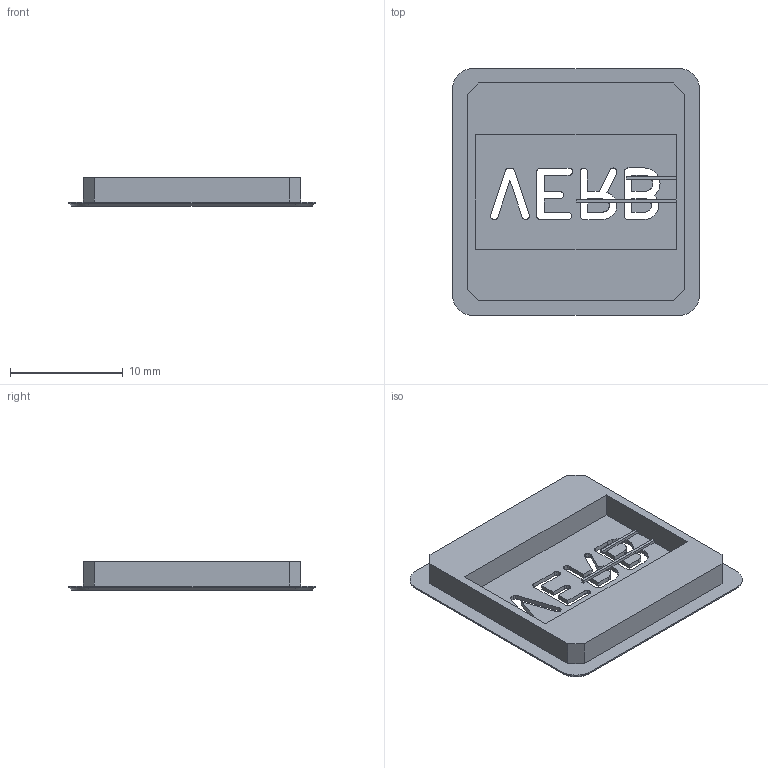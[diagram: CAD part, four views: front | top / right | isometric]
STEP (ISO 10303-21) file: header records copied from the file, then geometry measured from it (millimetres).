
FILE_DESCRIPTION(/* description */ (''),/* implementation_level */ '2;1');
FILE_NAME(/* name */ 'KeyVerb.step',/* time_stamp */ '2022-07-01T15:26:13-06:00',/* author */ (''),/* organization */ (''),/* preprocessor_version */ 'ST-DEVELOPER v19',/* originating_system */ 'Autodesk Translation Framework v11.7.0.108',/* authorisation */ '');
FILE_SCHEMA (('AUTOMOTIVE_DESIGN { 1 0 10303 214 3 1 1 }'));
Length unit declared in the file: inch
Products named in the file (1): KeyVerb
Bounding box: 21.84 x 21.84 x 2.54 mm (x, y, z)
Volume: 577.7 mm3; surface area: 1235.3 mm2
Topology: 2 solids, 2 shells, 174 faces, 496 edges, 322 vertices
Faces by surface type: bspline 85, plane 81, cone 4, cylinder 4
Entity records: 6604 total; most frequent: CARTESIAN_POINT 2630, ORIENTED_EDGE 992, DIRECTION 508, EDGE_CURVE 496, VERTEX_POINT 322, LINE 304, VECTOR 304, EDGE_LOOP 182
